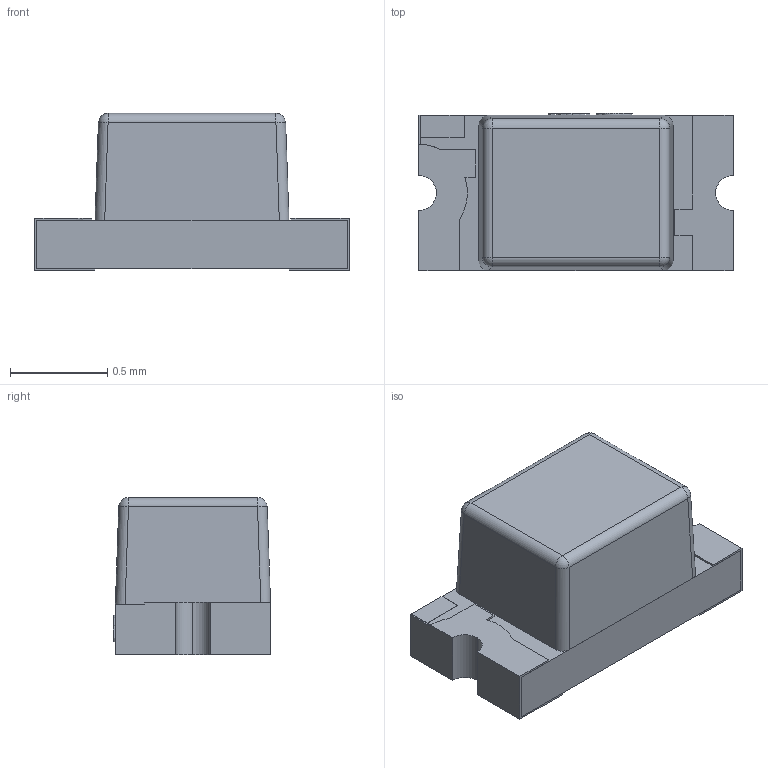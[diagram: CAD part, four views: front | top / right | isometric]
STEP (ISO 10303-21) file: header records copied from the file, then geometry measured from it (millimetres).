
FILE_DESCRIPTION (( 'STEP AP214' ), '1' );
FILE_NAME ('LED1.STEP', '2023-10-14T05:50:32', ( '' ), ( '' ), 'SwSTEP 2.0', 'SolidWorks 2019', '' );
FILE_SCHEMA (( 'AUTOMOTIVE_DESIGN' ));
Length unit declared in the file: millimetre
Products named in the file (4): COMPOUND.step; LED.step; LED1; LED0603-R-RD_WHITE.step
Assembly tree (3 placements, depth 4):
  LED1
    LED.step
      LED0603-R-RD_WHITE.step
        COMPOUND.step
Bounding box: 1.62 x 0.81 x 0.81 mm (x, y, z)
Volume: 0.8 mm3; surface area: 10 mm2
Topology: 4 solids, 4 shells, 370 faces, 993 edges, 655 vertices
Faces by surface type: plane 234, bspline 112, cylinder 20, sphere 4
Entity records: 16151 total; most frequent: CARTESIAN_POINT 4138, ORIENTED_EDGE 1978, DIRECTION 1326, EDGE_CURVE 989, LINE 720, VECTOR 720, VERTEX_POINT 655, EDGE_LOOP 398
